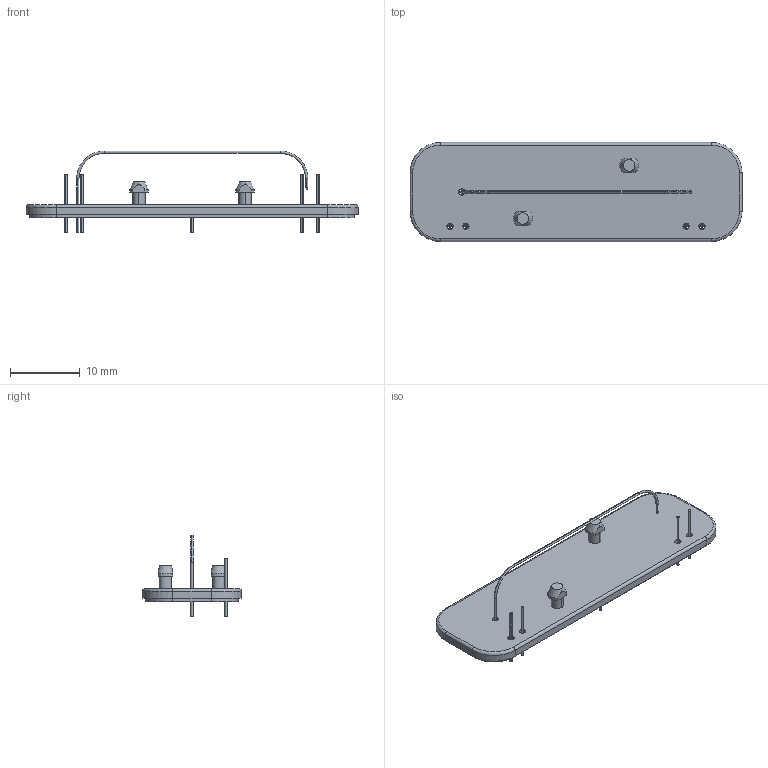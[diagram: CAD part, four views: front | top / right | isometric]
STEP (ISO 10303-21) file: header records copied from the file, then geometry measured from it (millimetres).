
FILE_DESCRIPTION (( 'STEP AP203' ), '1' );
FILE_NAME ('NNP-DWG-115-007-000 Power Module Feedthrough Insulator.STEP', '2024-08-21T19:18:01', ( '' ), ( '' ), 'SwSTEP 2.0', 'SolidWorks 2024', '' );
FILE_SCHEMA (( 'CONFIG_CONTROL_DESIGN' ));
Length unit declared in the file: inch
Products named in the file (9): NNP-DWG-110-013-000 Feedthrough Pin, Short_pre trimmed; NNP-DWG-110-014-000 Lidthrough, Flange, 2 Port, Kryoflex; NNP-DWG-110-012-000 Lidthrough, Anchor Pin; NNP-DWG-115-007-000 Power Module Feedthrough Insulator; NNP-DWG-110-006-000 Case, Connection Wire; NNP-DWG-110-005-000 Antenna Wire_-sp
Assembly tree (9 placements, depth 2):
  NNP-DWG-115-007-000 Power Module Feedthrough Insulator
    NNP-DWG-110-014-000 Lidthrough, Flange, 2 Port, Kryoflex
    NNP-DWG-110-005-000 Antenna Wire_-sp
    NNP-DWG-110-013-000 Feedthrough Pin, Short_pre trimmed
    NNP-DWG-110-013-000 Feedthrough Pin, Short_pre trimmed
    NNP-DWG-110-013-000 Feedthrough Pin, Short_pre trimmed
    NNP-DWG-110-013-000 Feedthrough Pin, Short_pre trimmed
    NNP-DWG-110-012-000 Lidthrough, Anchor Pin  x2
    NNP-DWG-110-006-000 Case, Connection Wire
Bounding box: 47.65 x 14.22 x 11.76 mm (x, y, z)
Volume: 1248.3 mm3; surface area: 1717.6 mm2
Topology: 9 solids, 9 shells, 121 faces, 265 edges, 172 vertices
Faces by surface type: cylinder 68, plane 40, torus 8, cone 4, sphere 1
Entity records: 4027 total; most frequent: DIRECTION 602, CARTESIAN_POINT 529, ORIENTED_EDGE 464, AXIS2_PLACEMENT_3D 255, EDGE_CURVE 232, VERTEX_POINT 150, CIRCLE 136, EDGE_LOOP 130
